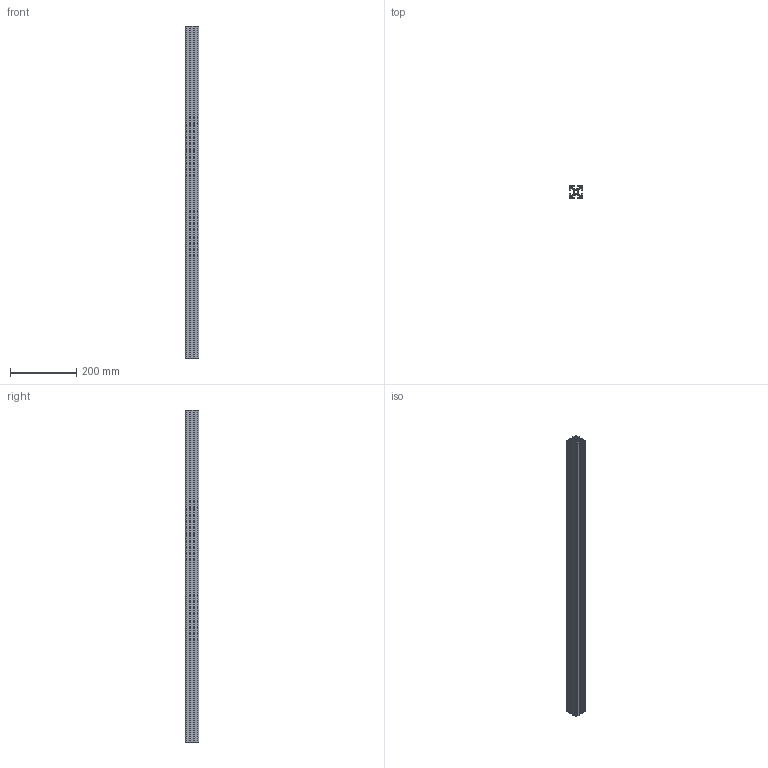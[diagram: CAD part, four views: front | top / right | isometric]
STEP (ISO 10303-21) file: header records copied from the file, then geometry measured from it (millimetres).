
FILE_DESCRIPTION (( 'STEP AP203' ), '1' );
FILE_NAME ('1.11.40.040040.04.STEP', '2014-06-24T00:26:01', ( 'USER' ), ( 'Microsoft' ), 'SwSTEP 2.0', 'SolidWorks 2012', '' );
FILE_SCHEMA (( 'CONFIG_CONTROL_DESIGN' ));
Length unit declared in the file: millimetre
Products named in the file (1): 1.11.40.040040.04
Bounding box: 40 x 40 x 1000 mm (x, y, z)
Volume: 565334.7 mm3; surface area: 524189.8 mm2
Topology: 1 solids, 1 shells, 222 faces, 660 edges, 440 vertices
Faces by surface type: plane 178, cylinder 44
Entity records: 7469 total; most frequent: CARTESIAN_POINT 1323, ORIENTED_EDGE 1320, DIRECTION 1194, EDGE_CURVE 660, LINE 572, VECTOR 572, VERTEX_POINT 440, AXIS2_PLACEMENT_3D 311
